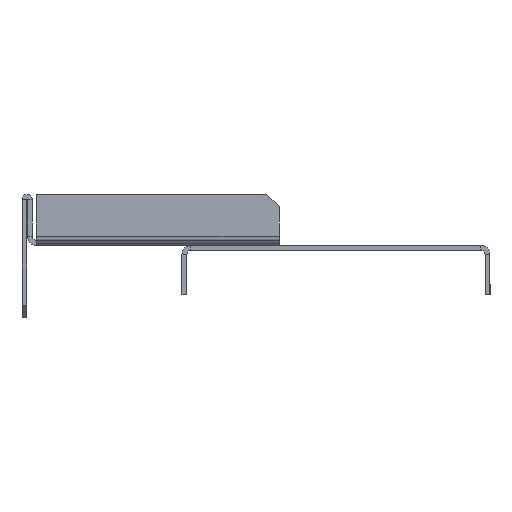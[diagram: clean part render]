
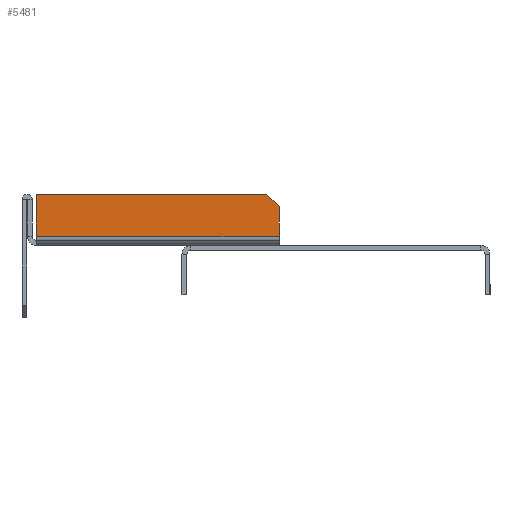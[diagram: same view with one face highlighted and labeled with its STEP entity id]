
A CAD part, left-side view. The second image highlights one B-rep face of the part: STEP entity #5481.
In plain terms, the highlighted face is planar.
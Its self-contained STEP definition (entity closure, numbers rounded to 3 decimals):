
#618 = AXIS2_PLACEMENT_3D ( 'NONE', #13653, #21006, #15084 ) ;
#922 = DIRECTION ( 'NONE',  ( 0., 0., 1. ) ) ;
#1177 = EDGE_CURVE ( 'NONE', #5372, #22460, #2890, .T. ) ;
#1608 = CARTESIAN_POINT ( 'NONE',  ( 0., 0., -3.5 ) ) ;
#2266 = CARTESIAN_POINT ( 'NONE',  ( 0., 0., -62.6 ) ) ;
#2436 = FACE_OUTER_BOUND ( 'NONE', #23454, .T. ) ;
#2640 = ORIENTED_EDGE ( 'NONE', *, *, #3161, .T. ) ;
#2890 = LINE ( 'NONE', #5143, #22366 ) ;
#3161 = EDGE_CURVE ( 'NONE', #11778, #19624, #7947, .T. ) ;
#3559 = VERTEX_POINT ( 'NONE', #9936 ) ;
#4424 = LINE ( 'NONE', #22845, #14464 ) ;
#5143 = CARTESIAN_POINT ( 'NONE',  ( 0., 0., -3.5 ) ) ;
#5372 = VERTEX_POINT ( 'NONE', #1608 ) ;
#5481 = ADVANCED_FACE ( 'NONE', ( #2436 ), #11358, .F. ) ;
#5567 = EDGE_CURVE ( 'NONE', #3559, #5372, #4424, .T. ) ;
#7802 = VECTOR ( 'NONE', #21168, 1000. ) ;
#7947 = LINE ( 'NONE', #2266, #8056 ) ;
#8056 = VECTOR ( 'NONE', #13122, 1000. ) ;
#9380 = CARTESIAN_POINT ( 'NONE',  ( -3., 0., -62.6 ) ) ;
#9936 = CARTESIAN_POINT ( 'NONE',  ( 0., 0., -59.6 ) ) ;
#10079 = CARTESIAN_POINT ( 'NONE',  ( -10.2, 0., -3.5 ) ) ;
#11312 = ORIENTED_EDGE ( 'NONE', *, *, #22732, .F. ) ;
#11358 = PLANE ( 'NONE',  #618 ) ;
#11778 = VERTEX_POINT ( 'NONE', #21147 ) ;
#12403 = DIRECTION ( 'NONE',  ( -1., 0., 0. ) ) ;
#13122 = DIRECTION ( 'NONE',  ( 1., 0., 0. ) ) ;
#13206 = ORIENTED_EDGE ( 'NONE', *, *, #1177, .T. ) ;
#13653 = CARTESIAN_POINT ( 'NONE',  ( 0., 0., 0. ) ) ;
#13698 = LINE ( 'NONE', #10079, #17186 ) ;
#14464 = VECTOR ( 'NONE', #18877, 1000. ) ;
#14549 = EDGE_CURVE ( 'NONE', #19624, #3559, #21049, .T. ) ;
#15084 = DIRECTION ( 'NONE',  ( -1., 0., 0. ) ) ;
#17186 = VECTOR ( 'NONE', #922, 1000. ) ;
#18274 = ORIENTED_EDGE ( 'NONE', *, *, #5567, .T. ) ;
#18836 = ORIENTED_EDGE ( 'NONE', *, *, #14549, .T. ) ;
#18877 = DIRECTION ( 'NONE',  ( 0., 0., 1. ) ) ;
#18985 = CARTESIAN_POINT ( 'NONE',  ( 0., 0., -59.6 ) ) ;
#19624 = VERTEX_POINT ( 'NONE', #9380 ) ;
#20803 = CARTESIAN_POINT ( 'NONE',  ( -10.2, 0., -3.5 ) ) ;
#21006 = DIRECTION ( 'NONE',  ( 0., 1., 0. ) ) ;
#21049 = LINE ( 'NONE', #18985, #7802 ) ;
#21147 = CARTESIAN_POINT ( 'NONE',  ( -10.2, 0., -62.6 ) ) ;
#21168 = DIRECTION ( 'NONE',  ( 0.707, 0., 0.707 ) ) ;
#22366 = VECTOR ( 'NONE', #12403, 1000. ) ;
#22460 = VERTEX_POINT ( 'NONE', #20803 ) ;
#22732 = EDGE_CURVE ( 'NONE', #11778, #22460, #13698, .T. ) ;
#22845 = CARTESIAN_POINT ( 'NONE',  ( 0., 0., 0. ) ) ;
#23454 = EDGE_LOOP ( 'NONE', ( #2640, #18836, #18274, #13206, #11312 ) ) ;
